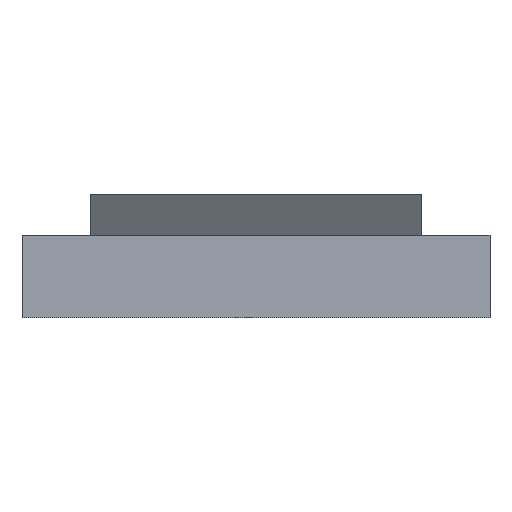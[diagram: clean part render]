
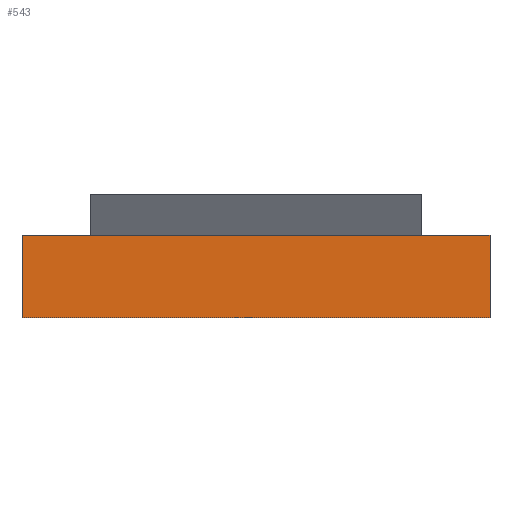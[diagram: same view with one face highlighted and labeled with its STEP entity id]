
A CAD part, front view. The second image highlights one B-rep face of the part: STEP entity #543.
In plain terms, the highlighted planar face has unit normal (0, -1, 0).
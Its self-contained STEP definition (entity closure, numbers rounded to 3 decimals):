
#37=FACE_OUTER_BOUND('',#66,.T.);
#66=EDGE_LOOP('',(#443,#444,#445,#446,#447,#448));
#83=LINE('',#746,#157);
#99=LINE('',#780,#173);
#110=LINE('',#801,#184);
#133=LINE('',#845,#207);
#134=LINE('',#848,#208);
#135=LINE('',#849,#209);
#157=VECTOR('',#609,1.);
#173=VECTOR('',#639,1.);
#184=VECTOR('',#656,1.);
#207=VECTOR('',#693,1.);
#208=VECTOR('',#696,1.);
#209=VECTOR('',#697,1.);
#229=VERTEX_POINT('',#742);
#230=VERTEX_POINT('',#744);
#241=VERTEX_POINT('',#779);
#248=VERTEX_POINT('',#799);
#262=VERTEX_POINT('',#842);
#263=VERTEX_POINT('',#847);
#279=EDGE_CURVE('',#230,#229,#83,.T.);
#295=EDGE_CURVE('',#229,#241,#99,.T.);
#306=EDGE_CURVE('',#248,#230,#110,.T.);
#329=EDGE_CURVE('',#262,#241,#133,.T.);
#330=EDGE_CURVE('',#262,#263,#134,.T.);
#331=EDGE_CURVE('',#263,#248,#135,.T.);
#443=ORIENTED_EDGE('',*,*,#330,.F.);
#444=ORIENTED_EDGE('',*,*,#329,.T.);
#445=ORIENTED_EDGE('',*,*,#295,.F.);
#446=ORIENTED_EDGE('',*,*,#279,.F.);
#447=ORIENTED_EDGE('',*,*,#306,.F.);
#448=ORIENTED_EDGE('',*,*,#331,.F.);
#514=PLANE('',#587);
#543=ADVANCED_FACE('',(#37),#514,.T.);
#587=AXIS2_PLACEMENT_3D('',#846,#694,#695);
#609=DIRECTION('',(1.,0.,0.));
#639=DIRECTION('',(1.,0.,0.));
#656=DIRECTION('',(1.,0.,0.));
#693=DIRECTION('',(0.,0.,1.));
#694=DIRECTION('center_axis',(0.,-1.,0.));
#695=DIRECTION('ref_axis',(1.,0.,0.));
#696=DIRECTION('',(-1.,0.,0.));
#697=DIRECTION('',(0.,0.,1.));
#742=CARTESIAN_POINT('',(458.4,627.,-146.));
#744=CARTESIAN_POINT('',(434.4,627.,-146.));
#746=CARTESIAN_POINT('',(429.4,627.,-146.));
#779=CARTESIAN_POINT('',(463.4,627.,-146.));
#780=CARTESIAN_POINT('',(429.4,627.,-146.));
#799=CARTESIAN_POINT('',(429.4,627.,-146.));
#801=CARTESIAN_POINT('',(429.4,627.,-146.));
#842=CARTESIAN_POINT('',(463.4,627.,-152.));
#845=CARTESIAN_POINT('',(463.4,627.,-152.));
#846=CARTESIAN_POINT('Origin',(429.4,627.,-152.));
#847=CARTESIAN_POINT('',(429.4,627.,-152.));
#848=CARTESIAN_POINT('',(463.4,627.,-152.));
#849=CARTESIAN_POINT('',(429.4,627.,-152.));
